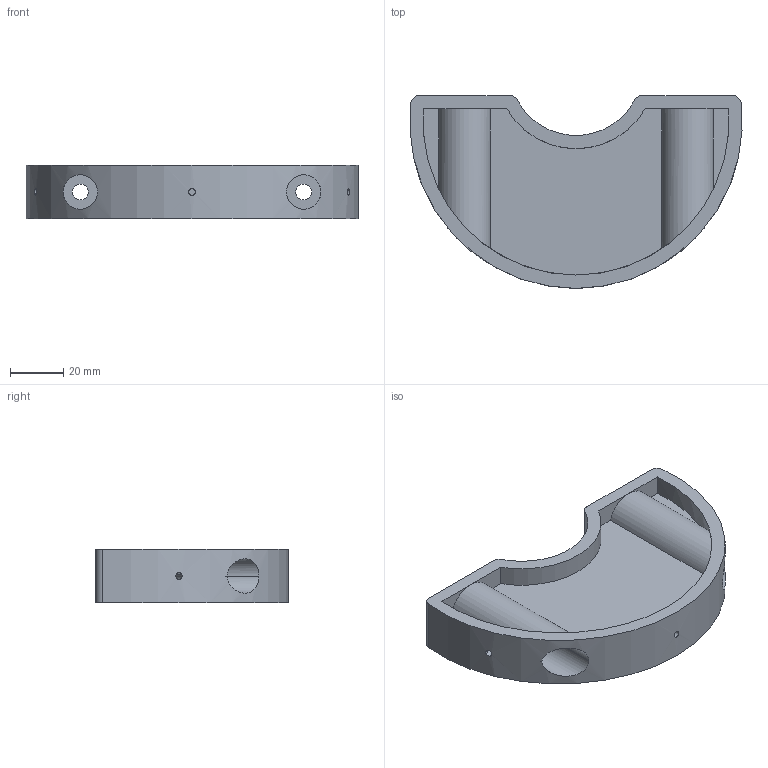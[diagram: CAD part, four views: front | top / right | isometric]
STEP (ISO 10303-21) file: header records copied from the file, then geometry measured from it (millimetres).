
FILE_DESCRIPTION(('CATIA V5 STEP Exchange'),'2;1');
FILE_NAME('Maintient aile H.stp','2019-05-11T18:05:24+00:00',('none'),('none'),'CATIA Version 5 Release 19 GA (IN-10)','CATIA V5 STEP AP203','none');
FILE_SCHEMA(('CONFIG_CONTROL_DESIGN'));
Length unit declared in the file: millimetre
Products named in the file (1): Maintient aile H
Bounding box: 124.84 x 72.5 x 20 mm (x, y, z)
Volume: 64408.7 mm3; surface area: 29914.1 mm2
Topology: 1 solids, 1 shells, 55 faces, 134 edges, 88 vertices
Faces by surface type: cylinder 32, plane 23
Entity records: 1644 total; most frequent: CARTESIAN_POINT 452, ORIENTED_EDGE 268, DIRECTION 166, EDGE_CURVE 134, VERTEX_POINT 88, AXIS2_PLACEMENT_3D 82, EDGE_LOOP 66, VECTOR 58
